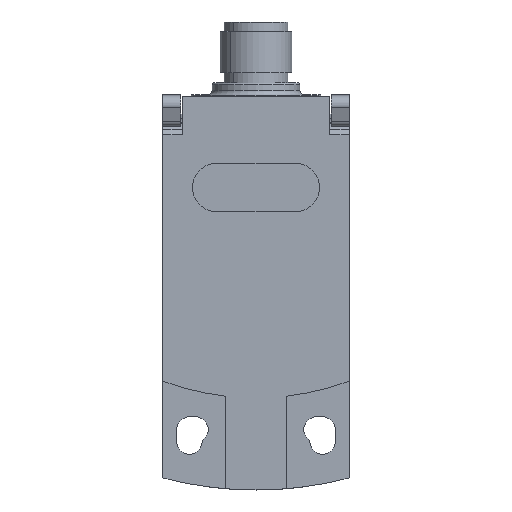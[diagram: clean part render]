
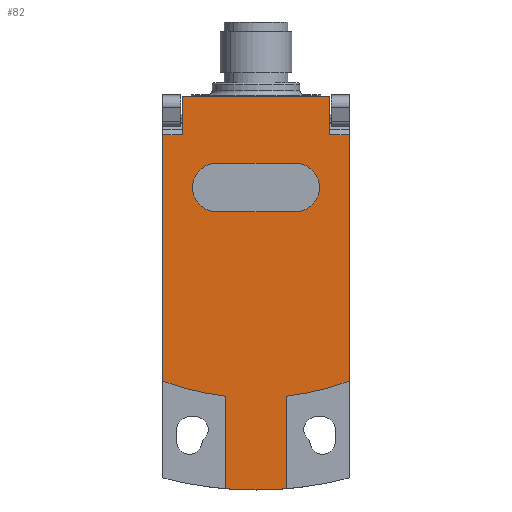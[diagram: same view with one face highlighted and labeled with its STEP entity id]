
A CAD part, front view. The second image highlights one B-rep face of the part: STEP entity #82.
In plain terms, the highlighted planar face has unit normal (0, -1, 0).
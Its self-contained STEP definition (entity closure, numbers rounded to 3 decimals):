
#82=ADVANCED_FACE('',(#345,#346),#347,.F.);
#345=FACE_OUTER_BOUND('',#883,.T.);
#346=FACE_BOUND('',#884,.T.);
#347=PLANE('',#885);
#883=EDGE_LOOP('',(#1443,#1444,#1445,#1446,#1447,#1448,#1449,#1450,#1451,#1452,#1453,#1454));
#884=EDGE_LOOP('',(#1455,#1456,#1457,#1458,#1459,#1460));
#885=AXIS2_PLACEMENT_3D('',#1461,#1462,#1463);
#1443=ORIENTED_EDGE('',*,*,#3551,.F.);
#1444=ORIENTED_EDGE('',*,*,#3552,.T.);
#1445=ORIENTED_EDGE('',*,*,#3553,.F.);
#1446=ORIENTED_EDGE('',*,*,#3554,.F.);
#1447=ORIENTED_EDGE('',*,*,#3555,.T.);
#1448=ORIENTED_EDGE('',*,*,#3556,.F.);
#1449=ORIENTED_EDGE('',*,*,#3557,.F.);
#1450=ORIENTED_EDGE('',*,*,#3558,.T.);
#1451=ORIENTED_EDGE('',*,*,#3559,.T.);
#1452=ORIENTED_EDGE('',*,*,#3560,.F.);
#1453=ORIENTED_EDGE('',*,*,#3561,.T.);
#1454=ORIENTED_EDGE('',*,*,#3562,.F.);
#1455=ORIENTED_EDGE('',*,*,#3563,.F.);
#1456=ORIENTED_EDGE('',*,*,#3544,.F.);
#1457=ORIENTED_EDGE('',*,*,#3564,.F.);
#1458=ORIENTED_EDGE('',*,*,#3565,.F.);
#1459=ORIENTED_EDGE('',*,*,#3566,.F.);
#1460=ORIENTED_EDGE('',*,*,#3550,.F.);
#1461=CARTESIAN_POINT('',(0.0,0.3,4.15));
#1462=DIRECTION('',(0.0,1.0,0.0));
#1463=DIRECTION('',(0.0,0.0,-1.0));
#3544=EDGE_CURVE('',#4219,#4222,#4223,.T.);
#3550=EDGE_CURVE('',#4232,#4228,#4234,.T.);
#3551=EDGE_CURVE('',#4235,#4236,#4237,.T.);
#3552=EDGE_CURVE('',#4235,#4238,#4239,.T.);
#3553=EDGE_CURVE('',#4240,#4238,#4241,.T.);
#3554=EDGE_CURVE('',#4242,#4240,#4243,.T.);
#3555=EDGE_CURVE('',#4242,#4244,#4245,.T.);
#3556=EDGE_CURVE('',#4246,#4244,#4247,.T.);
#3557=EDGE_CURVE('',#4248,#4246,#4249,.T.);
#3558=EDGE_CURVE('',#4248,#4250,#4251,.T.);
#3559=EDGE_CURVE('',#4250,#4252,#4253,.T.);
#3560=EDGE_CURVE('',#4254,#4252,#4255,.T.);
#3561=EDGE_CURVE('',#4254,#4256,#4257,.T.);
#3562=EDGE_CURVE('',#4236,#4256,#4258,.T.);
#3563=EDGE_CURVE('',#4222,#4232,#4259,.T.);
#3564=EDGE_CURVE('',#4260,#4219,#4261,.T.);
#3565=EDGE_CURVE('',#4262,#4260,#4263,.T.);
#3566=EDGE_CURVE('',#4228,#4262,#4264,.T.);
#4219=VERTEX_POINT('',#5323);
#4222=VERTEX_POINT('',#5327);
#4223=CIRCLE('',#5328,4.0);
#4228=VERTEX_POINT('',#5334);
#4232=VERTEX_POINT('',#5339);
#4234=CIRCLE('',#5342,4.0);
#4235=VERTEX_POINT('',#5343);
#4236=VERTEX_POINT('',#5344);
#4237=LINE('',#5345,#5346);
#4238=VERTEX_POINT('',#5347);
#4239=LINE('',#5348,#5349);
#4240=VERTEX_POINT('',#5350);
#4241=LINE('',#5351,#5352);
#4242=VERTEX_POINT('',#5353);
#4243=LINE('',#5354,#5355);
#4244=VERTEX_POINT('',#5356);
#4245=CIRCLE('',#5357,44.0);
#4246=VERTEX_POINT('',#5358);
#4247=LINE('',#5359,#5360);
#4248=VERTEX_POINT('',#5361);
#4249=CIRCLE('',#5362,60.29);
#4250=VERTEX_POINT('',#5363);
#4251=LINE('',#5364,#5365);
#4252=VERTEX_POINT('',#5366);
#4253=CIRCLE('',#5367,44.0);
#4254=VERTEX_POINT('',#5368);
#4255=LINE('',#5369,#5370);
#4256=VERTEX_POINT('',#5371);
#4257=LINE('',#5372,#5373);
#4258=LINE('',#5374,#5375);
#4259=LINE('',#5376,#5377);
#4260=VERTEX_POINT('',#5378);
#4261=CIRCLE('',#5379,4.0);
#4262=VERTEX_POINT('',#5380);
#4263=LINE('',#5381,#5382);
#4264=CIRCLE('',#5383,4.0);
#5323=CARTESIAN_POINT('',(-10.5,0.3,-10.85));
#5327=CARTESIAN_POINT('',(-6.5,0.3,-14.85));
#5328=AXIS2_PLACEMENT_3D('',#7167,#7168,#7169);
#5334=CARTESIAN_POINT('',(10.5,0.3,-10.85));
#5339=CARTESIAN_POINT('',(6.5,0.3,-14.85));
#5342=AXIS2_PLACEMENT_3D('',#7179,#7180,#7181);
#5343=CARTESIAN_POINT('',(-12.2,0.3,4.15));
#5344=CARTESIAN_POINT('',(12.2,0.3,4.15));
#5345=CARTESIAN_POINT('',(-12.2,0.3,4.15));
#5346=VECTOR('',#7182,24.4);
#5347=CARTESIAN_POINT('',(-12.2,0.3,-2.15));
#5348=CARTESIAN_POINT('',(-12.2,0.3,4.15));
#5349=VECTOR('',#7183,6.3);
#5350=CARTESIAN_POINT('',(-15.4,0.3,-2.15));
#5351=CARTESIAN_POINT('',(-15.4,0.3,-2.15));
#5352=VECTOR('',#7184,3.2);
#5353=CARTESIAN_POINT('',(-15.4,0.3,-42.85));
#5354=CARTESIAN_POINT('',(-15.4,0.3,-42.85));
#5355=VECTOR('',#7185,40.7);
#5356=CARTESIAN_POINT('',(-5.0,0.3,-45.348));
#5357=AXIS2_PLACEMENT_3D('',#7186,#7187,#7188);
#5358=CARTESIAN_POINT('',(-5.0,0.3,-60.642));
#5359=CARTESIAN_POINT('',(-5.0,0.3,-60.642));
#5360=VECTOR('',#7189,15.294);
#5361=CARTESIAN_POINT('',(5.0,0.3,-60.642));
#5362=AXIS2_PLACEMENT_3D('',#7190,#7191,#7192);
#5363=CARTESIAN_POINT('',(5.0,0.3,-45.348));
#5364=CARTESIAN_POINT('',(5.0,0.3,-60.642));
#5365=VECTOR('',#7193,15.294);
#5366=CARTESIAN_POINT('',(15.4,0.3,-42.85));
#5367=AXIS2_PLACEMENT_3D('',#7194,#7195,#7196);
#5368=CARTESIAN_POINT('',(15.4,0.3,-2.15));
#5369=CARTESIAN_POINT('',(15.4,0.3,-2.15));
#5370=VECTOR('',#7197,40.7);
#5371=CARTESIAN_POINT('',(12.2,0.3,-2.15));
#5372=CARTESIAN_POINT('',(15.4,0.3,-2.15));
#5373=VECTOR('',#7198,3.2);
#5374=CARTESIAN_POINT('',(12.2,0.3,4.15));
#5375=VECTOR('',#7199,6.3);
#5376=CARTESIAN_POINT('',(-6.5,0.3,-14.85));
#5377=VECTOR('',#7200,13.0);
#5378=CARTESIAN_POINT('',(-6.5,0.3,-6.85));
#5379=AXIS2_PLACEMENT_3D('',#7201,#7202,#7203);
#5380=CARTESIAN_POINT('',(6.5,0.3,-6.85));
#5381=CARTESIAN_POINT('',(6.5,0.3,-6.85));
#5382=VECTOR('',#7204,13.0);
#5383=AXIS2_PLACEMENT_3D('',#7205,#7206,#7207);
#7167=CARTESIAN_POINT('',(-6.5,0.3,-10.85));
#7168=DIRECTION('',(0.0,-1.0,0.0));
#7169=DIRECTION('',(0.0,0.0,1.0));
#7179=CARTESIAN_POINT('',(6.5,0.3,-10.85));
#7180=DIRECTION('',(0.0,-1.0,0.0));
#7181=DIRECTION('',(0.0,0.0,-1.0));
#7182=DIRECTION('',(1.0,0.0,0.0));
#7183=DIRECTION('',(0.0,0.0,-1.0));
#7184=DIRECTION('',(1.0,0.0,0.0));
#7185=DIRECTION('',(0.0,0.0,1.0));
#7186=CARTESIAN_POINT('',(0.,0.3,-1.633));
#7187=DIRECTION('',(0.0,-1.0,-0.0));
#7188=DIRECTION('',(-0.35,0.0,-0.937));
#7189=DIRECTION('',(0.0,0.0,1.0));
#7190=CARTESIAN_POINT('',(0.0,0.3,-0.56));
#7191=DIRECTION('',(0.0,1.0,0.0));
#7192=DIRECTION('',(0.083,0.0,-0.997));
#7193=DIRECTION('',(0.0,0.0,1.0));
#7194=CARTESIAN_POINT('',(0.,0.3,-1.633));
#7195=DIRECTION('',(0.0,-1.0,0.0));
#7196=DIRECTION('',(0.114,0.0,-0.994));
#7197=DIRECTION('',(0.0,0.0,-1.0));
#7198=DIRECTION('',(-1.0,0.0,0.0));
#7199=DIRECTION('',(0.0,0.0,-1.0));
#7200=DIRECTION('',(1.0,0.0,0.0));
#7201=CARTESIAN_POINT('',(-6.5,0.3,-10.85));
#7202=DIRECTION('',(0.0,-1.0,0.0));
#7203=DIRECTION('',(0.0,0.0,1.0));
#7204=DIRECTION('',(-1.0,0.0,0.0));
#7205=CARTESIAN_POINT('',(6.5,0.3,-10.85));
#7206=DIRECTION('',(0.0,-1.0,0.0));
#7207=DIRECTION('',(0.0,0.0,-1.0));
